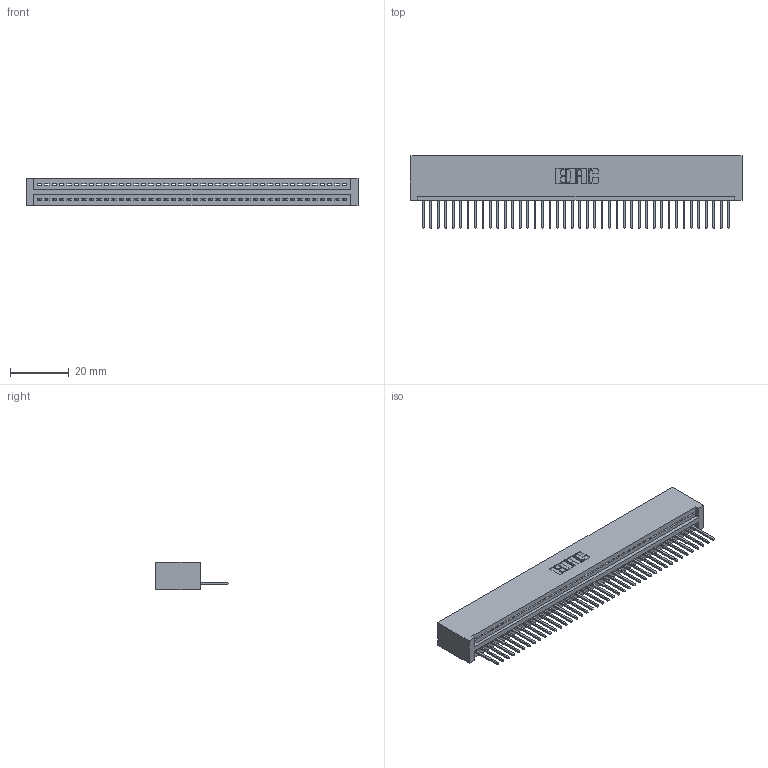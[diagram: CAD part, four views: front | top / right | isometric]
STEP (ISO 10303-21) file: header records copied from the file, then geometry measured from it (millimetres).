
FILE_DESCRIPTION (( 'STEP AP203' ), '1' );
FILE_NAME ('345-042-523-101.STEP', '2019-10-08T13:59:39', ( '' ), ( '' ), 'SwSTEP 2.0', 'SolidWorks 2016', '' );
FILE_SCHEMA (( 'CONFIG_CONTROL_DESIGN' ));
Length unit declared in the file: inch
Products named in the file (3): 345 Part_No Mounting Lugs; 345-042-523-101; 345-292-001_345-293-123
Assembly tree (43 placements, depth 2):
  345-042-523-101
    345 Part_No Mounting Lugs
    345-292-001_345-293-123  x42
Bounding box: 113.28 x 24.82 x 9.4 mm (x, y, z)
Volume: 11327.9 mm3; surface area: 15289.7 mm2
Topology: 43 solids, 43 shells, 2554 faces, 7709 edges, 5082 vertices
Faces by surface type: plane 1756, cylinder 798
Entity records: 31351 total; most frequent: CARTESIAN_POINT 5438, ORIENTED_EDGE 5414, DIRECTION 4743, EDGE_CURVE 2707, VECTOR 2415, LINE 2415, VERTEX_POINT 1802, AXIS2_PLACEMENT_3D 1164
